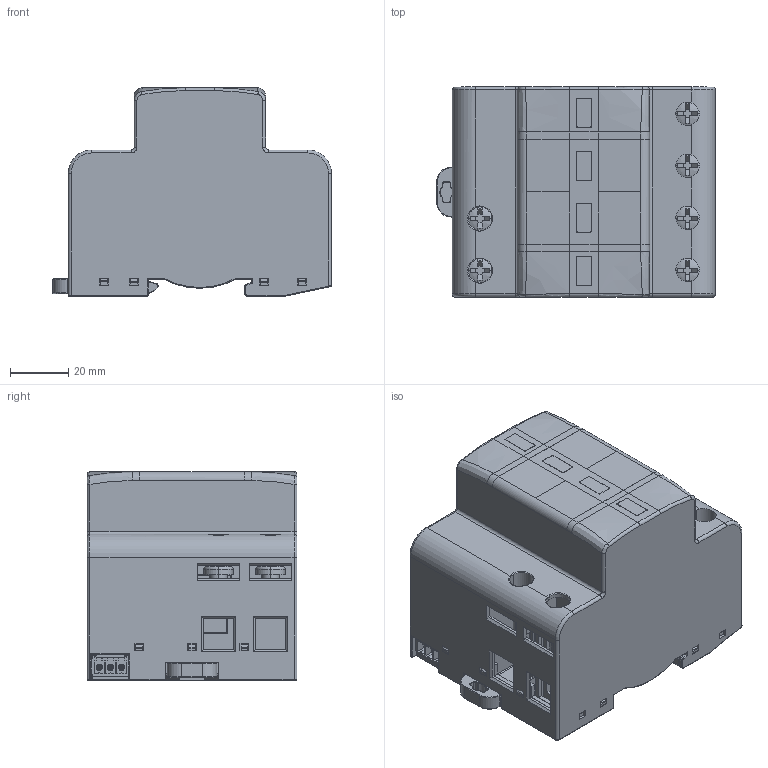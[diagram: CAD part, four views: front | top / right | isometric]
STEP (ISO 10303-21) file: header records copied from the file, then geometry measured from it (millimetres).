
FILE_DESCRIPTION((''),'2;1');
FILE_NAME('56_0128_ASM','2018-09-04T11:21:03',('Sebastjan.kamensek'),('Audax d.o.o.'),'CREO PARAMETRIC BY PTC INC, 2017260','CREO PARAMETRIC BY PTC INC, 2017260','');
FILE_SCHEMA(('AP242_MANAGED_MODEL_BASED_3D_ENGINEERING_MIM_LF { 1 0 10303 442 1 1 4 }'));
Products named in the file (13): SFT_PODNOZJE_4TE_3PLUS1__1; SES_ODKL_KONT_2TE__ASM_2; 521000502_VIJAK_M6X12__1; 526000100_ODKLOPNIK_25KA_SESTA__ASM; 5421_25_VAR_SFTB_SESTAV__ASM_2_ASM; 5420_VAR_SKLOP_SFTB_25KA__ASM_2_ASM; ZASKOCKA_PLASTICNA_V11__1; VZMET_VSKOCKE__1; LECKA_BUHTEL__1; RC_ZENSKA_WM__1; 526001500__1; 54_0055__ASM_4_ASM; 56_0128_ASM
Assembly tree (20 placements, depth 6):
  56_0128_ASM
    54_0055__ASM_4_ASM
      SFT_PODNOZJE_4TE_3PLUS1__1
      5420_VAR_SKLOP_SFTB_25KA__ASM_2_ASM
        5421_25_VAR_SFTB_SESTAV__ASM_2_ASM
          526000100_ODKLOPNIK_25KA_SESTA__ASM
            SES_ODKL_KONT_2TE__ASM_2
            521000502_VIJAK_M6X12__1  x2
      521000502_VIJAK_M6X12__1  x4
      ZASKOCKA_PLASTICNA_V11__1
      VZMET_VSKOCKE__1
      LECKA_BUHTEL__1  x4
      RC_ZENSKA_WM__1
      526001500__1
Bounding box: 95.35 x 71.8 x 71.29 mm (x, y, z)
Volume: 82107.2 mm3; surface area: 106057.8 mm2
Topology: 15 solids, 15 shells, 2470 faces, 6620 edges, 4104 vertices
Faces by surface type: plane 1217, cylinder 793, torus 186, sphere 117, bspline 82, cone 54, extrusion 21
Entity records: 102248 total; most frequent: CARTESIAN_POINT 23981, ORIENTED_EDGE 11614, DIRECTION 11190, EDGE_CURVE 5807, PRESENTATION_STYLE_ASSIGNMENT 5233, STYLED_ITEM 4352, VECTOR 3748, LINE 3727
